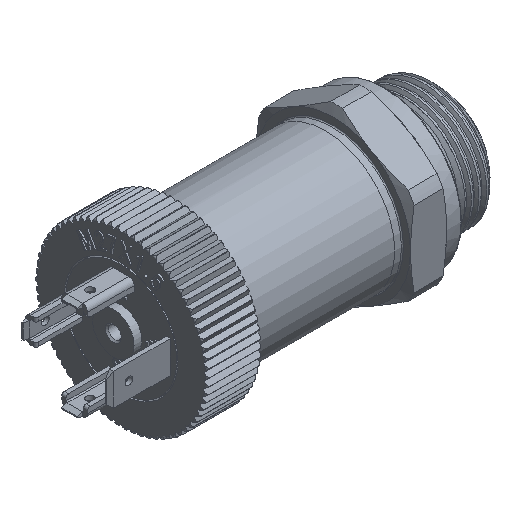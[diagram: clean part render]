
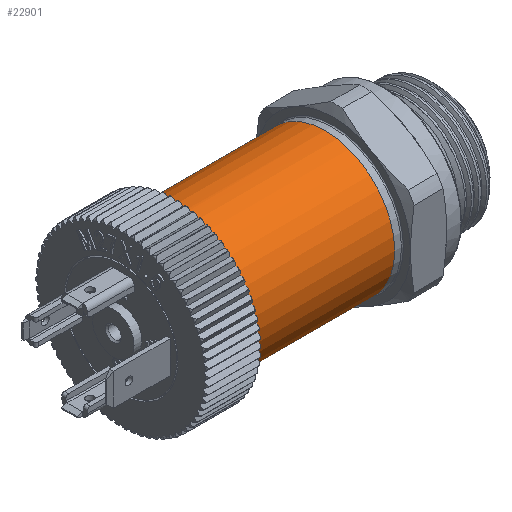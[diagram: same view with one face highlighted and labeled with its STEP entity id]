
A CAD part, isometric view. The second image highlights one B-rep face of the part: STEP entity #22901.
In plain terms, the highlighted cylindrical face has radius 13.45 mm (diameter 26.9 mm), a full revolution.
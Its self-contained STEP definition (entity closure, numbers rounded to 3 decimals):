
#22901=ADVANCED_FACE('',(#62198,#62200,#62202),#62204,.T.);
#62198=FACE_OUTER_BOUND('',#62199,.T.);
#62199=EDGE_LOOP('',(#94038));
#62200=FACE_BOUND('',#62201,.T.);
#62201=EDGE_LOOP('',(#94039,#94040));
#62202=FACE_OUTER_BOUND('',#62203,.T.);
#62203=EDGE_LOOP('',(#94041));
#62204=CYLINDRICAL_SURFACE('',#62205,13.45);
#62205=AXIS2_PLACEMENT_3D('',#62206,#62207,#62208);
#62206=CARTESIAN_POINT('',(35.5,0.,0.));
#62207=DIRECTION('',(-1.,0.,0.));
#62208=DIRECTION('',(0.,0.,1.));
#94038=ORIENTED_EDGE('',*,*,#110673,.T.);
#94039=ORIENTED_EDGE('',*,*,#110674,.T.);
#94040=ORIENTED_EDGE('',*,*,#110675,.T.);
#94041=ORIENTED_EDGE('',*,*,#110676,.F.);
#110673=EDGE_CURVE('',#127548,#127548,#127549,.T.);
#110674=EDGE_CURVE('',#127550,#127551,#127552,.F.);
#110675=EDGE_CURVE('',#127551,#127550,#127553,.T.);
#110676=EDGE_CURVE('',#127554,#127554,#127555,.T.);
#127548=VERTEX_POINT('',#182313);
#127549=CIRCLE('',#182314,13.45);
#127550=VERTEX_POINT('',#182318);
#127551=VERTEX_POINT('',#182319);
#127552=B_SPLINE_CURVE_WITH_KNOTS('',3,
(#182320,#182321,#182322,#182323,#182324,#182325,#182326,#182327,#182328,#182329,
#182330,#182331,#182332,#182333,#182334,#182335,#182336,#182337,#182338,#182339,
#182340,#182341),
.UNSPECIFIED.,.F.,.F.,
(4,1,1,1,1,1,1,1,1,1,1,1,1,1,1,1,1,1,1,4),
(0.,0.027,0.067,0.125,0.2,0.276,
0.347,0.407,0.462,0.5,0.509,
0.56,0.616,0.68,0.747,0.813,
0.88,0.933,0.973,1.),
.UNSPECIFIED.);
#127553=B_SPLINE_CURVE_WITH_KNOTS('',3,
(#182342,#182343,#182344,#182345,#182346,#182347,#182348,#182349,#182350,#182351,
#182352,#182353,#182354,#182355,#182356,#182357,#182358,#182359,#182360,#182361,
#182362,#182363),
.UNSPECIFIED.,.F.,.F.,
(4,1,1,1,1,1,1,1,1,1,1,1,1,1,1,1,1,1,1,4),
(0.,0.027,0.067,0.125,0.2,0.276,
0.347,0.407,0.462,0.5,0.509,
0.56,0.616,0.68,0.747,0.813,
0.88,0.933,0.973,1.),
.UNSPECIFIED.);
#127554=VERTEX_POINT('',#182364);
#127555=CIRCLE('',#182365,13.45);
#182313=CARTESIAN_POINT('',(35.5,0.,13.45));
#182314=AXIS2_PLACEMENT_3D('',#182315,#182316,#182317);
#182315=CARTESIAN_POINT('',(35.5,0.,0.));
#182316=DIRECTION('',(-1.,0.,0.));
#182317=DIRECTION('',(0.,0.,1.));
#182318=CARTESIAN_POINT('',(5.75,0.,13.45));
#182319=CARTESIAN_POINT('',(5.25,0.,13.45));
#182320=CARTESIAN_POINT('',(5.25,0.,13.45));
#182321=CARTESIAN_POINT('',(5.25,-0.007,13.45));
#182322=CARTESIAN_POINT('',(5.251,-0.024,13.45));
#182323=CARTESIAN_POINT('',(5.256,-0.057,13.45));
#182324=CARTESIAN_POINT('',(5.269,-0.1,13.45));
#182325=CARTESIAN_POINT('',(5.296,-0.148,13.449));
#182326=CARTESIAN_POINT('',(5.336,-0.191,13.449));
#182327=CARTESIAN_POINT('',(5.381,-0.222,13.448));
#182328=CARTESIAN_POINT('',(5.426,-0.24,13.448));
#182329=CARTESIAN_POINT('',(5.466,-0.249,13.448));
#182330=CARTESIAN_POINT('',(5.492,-0.25,13.448));
#182331=CARTESIAN_POINT('',(5.518,-0.25,13.448));
#182332=CARTESIAN_POINT('',(5.548,-0.247,13.448));
#182333=CARTESIAN_POINT('',(5.591,-0.234,13.448));
#182334=CARTESIAN_POINT('',(5.635,-0.212,13.448));
#182335=CARTESIAN_POINT('',(5.676,-0.18,13.449));
#182336=CARTESIAN_POINT('',(5.71,-0.139,13.449));
#182337=CARTESIAN_POINT('',(5.733,-0.096,13.45));
#182338=CARTESIAN_POINT('',(5.745,-0.056,13.45));
#182339=CARTESIAN_POINT('',(5.749,-0.024,13.45));
#182340=CARTESIAN_POINT('',(5.75,-0.007,13.45));
#182341=CARTESIAN_POINT('',(5.75,0.,13.45));
#182342=CARTESIAN_POINT('',(5.25,0.,13.45));
#182343=CARTESIAN_POINT('',(5.25,0.007,13.45));
#182344=CARTESIAN_POINT('',(5.251,0.024,13.45));
#182345=CARTESIAN_POINT('',(5.256,0.057,13.45));
#182346=CARTESIAN_POINT('',(5.269,0.1,13.45));
#182347=CARTESIAN_POINT('',(5.296,0.148,13.449));
#182348=CARTESIAN_POINT('',(5.336,0.191,13.449));
#182349=CARTESIAN_POINT('',(5.381,0.222,13.448));
#182350=CARTESIAN_POINT('',(5.426,0.24,13.448));
#182351=CARTESIAN_POINT('',(5.466,0.249,13.448));
#182352=CARTESIAN_POINT('',(5.492,0.25,13.448));
#182353=CARTESIAN_POINT('',(5.518,0.25,13.448));
#182354=CARTESIAN_POINT('',(5.548,0.247,13.448));
#182355=CARTESIAN_POINT('',(5.591,0.234,13.448));
#182356=CARTESIAN_POINT('',(5.635,0.212,13.448));
#182357=CARTESIAN_POINT('',(5.676,0.18,13.449));
#182358=CARTESIAN_POINT('',(5.71,0.139,13.449));
#182359=CARTESIAN_POINT('',(5.733,0.096,13.45));
#182360=CARTESIAN_POINT('',(5.745,0.056,13.45));
#182361=CARTESIAN_POINT('',(5.749,0.024,13.45));
#182362=CARTESIAN_POINT('',(5.75,0.007,13.45));
#182363=CARTESIAN_POINT('',(5.75,0.,13.45));
#182364=CARTESIAN_POINT('',(1.,0.,13.45));
#182365=AXIS2_PLACEMENT_3D('',#182366,#182367,#182368);
#182366=CARTESIAN_POINT('',(1.,0.,0.));
#182367=DIRECTION('',(-1.,0.,0.));
#182368=DIRECTION('',(0.,0.,1.));
